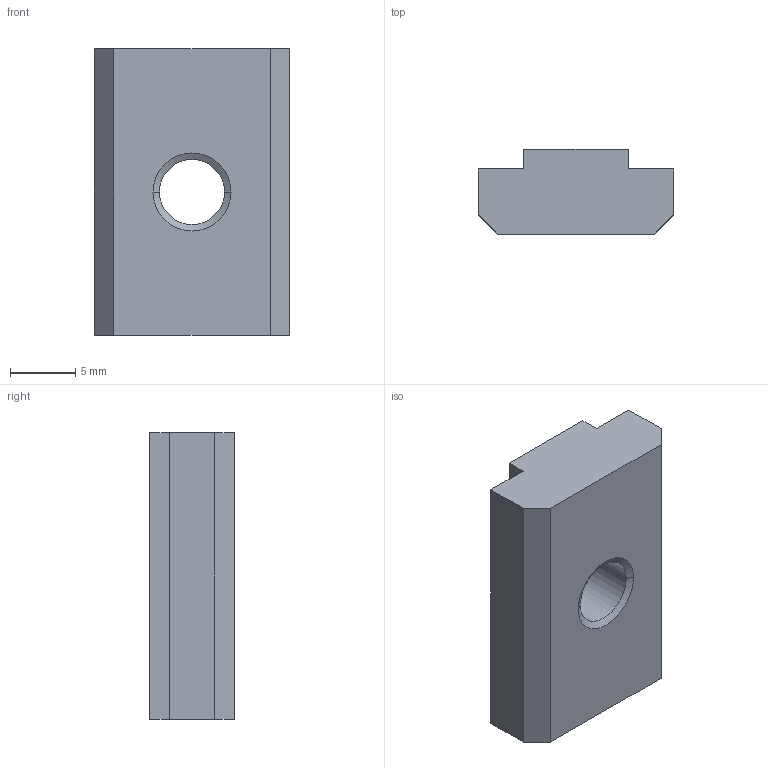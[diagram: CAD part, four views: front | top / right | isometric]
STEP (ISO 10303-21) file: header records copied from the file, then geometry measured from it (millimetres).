
FILE_DESCRIPTION(('Creo Elements/Direct Modeling STEP Export'),'2;1');
FILE_NAME('33.0160_Klemmschiene-MMS-33_22mm.stp','2022-03-18T13:57:30',(''),(''),'PTC Creo Elements/Direct Modeling STEP processor for AP214 (Solid Model)','PTC Creo Elements/Direct Modeling 19.0C 15-Aug-2015 (C) Parametric Technology GmbH','');
FILE_SCHEMA(('AUTOMOTIVE_DESIGN { 1 0 10303 214 1 1 1 1 }'));
Length unit declared in the file: millimetre
Products named in the file (2): Klemmschiene-MMS-33_22mm_33.0160_PX176076
Assembly tree (1 placements, depth 2):
  Klemmschiene-MMS-33_22mm_33.0160_PX176076
    Klemmschiene-MMS-33_22mm_33.0160_PX176076
Bounding box: 15 x 6.5 x 22 mm (x, y, z)
Volume: 1734.5 mm3; surface area: 1133.3 mm2
Topology: 1 solids, 1 shells, 18 faces, 44 edges, 28 vertices
Faces by surface type: plane 12, cone 4, cylinder 2
Entity records: 569 total; most frequent: CARTESIAN_POINT 88, ORIENTED_EDGE 88, DIRECTION 84, EDGE_CURVE 44, VECTOR 36, LINE 36, VERTEX_POINT 28, AXIS2_PLACEMENT_3D 24
